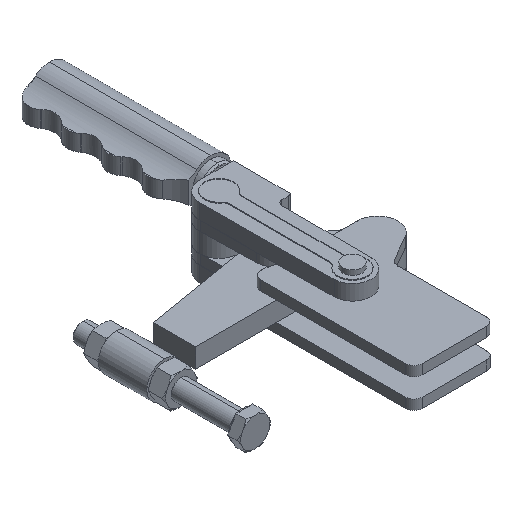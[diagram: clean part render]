
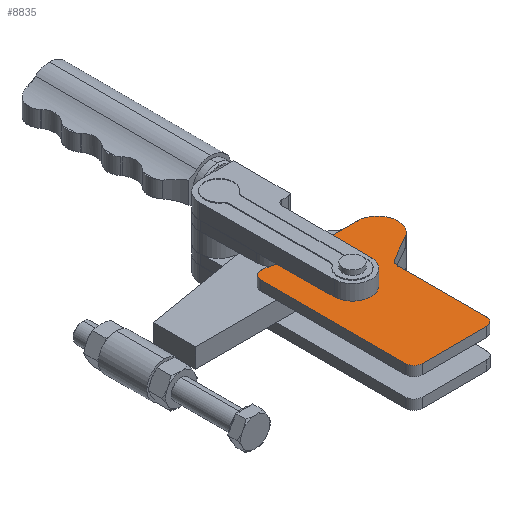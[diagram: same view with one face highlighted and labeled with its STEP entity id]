
A CAD part, isometric view. The second image highlights one B-rep face of the part: STEP entity #8835.
In plain terms, the highlighted planar face has unit normal (0, 0, 1).
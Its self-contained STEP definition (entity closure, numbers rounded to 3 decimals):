
#37 = ORIENTED_EDGE ( 'NONE', *, *, #480, .T. ) ;
#263 = DIRECTION ( 'NONE',  ( 1., 0., 0. ) ) ;
#382 = DIRECTION ( 'NONE',  ( 1., 0., 0. ) ) ;
#480 = EDGE_CURVE ( 'NONE', #9473, #8998, #2571, .T. ) ;
#504 = CARTESIAN_POINT ( 'NONE',  ( 0., -22., 6. ) ) ;
#580 = LINE ( 'NONE', #5037, #9571 ) ;
#660 = FACE_OUTER_BOUND ( 'NONE', #4566, .T. ) ;
#703 = ORIENTED_EDGE ( 'NONE', *, *, #7820, .T. ) ;
#824 = VECTOR ( 'NONE', #953, 1000. ) ;
#850 = CARTESIAN_POINT ( 'NONE',  ( 28.5, 36., 6. ) ) ;
#953 = DIRECTION ( 'NONE',  ( -0.985, 0.174, 0. ) ) ;
#981 = CARTESIAN_POINT ( 'NONE',  ( 50., -22., 6. ) ) ;
#1015 = EDGE_CURVE ( 'NONE', #1723, #2992, #7185, .T. ) ;
#1046 = CARTESIAN_POINT ( 'NONE',  ( 52.513, 37.441, 6. ) ) ;
#1412 = CARTESIAN_POINT ( 'NONE',  ( 5., -22., 6. ) ) ;
#1487 = VECTOR ( 'NONE', #2982, 1000. ) ;
#1723 = VERTEX_POINT ( 'NONE', #9480 ) ;
#1901 = VERTEX_POINT ( 'NONE', #1046 ) ;
#1920 = DIRECTION ( 'NONE',  ( 0., 0., -1. ) ) ;
#1988 = ORIENTED_EDGE ( 'NONE', *, *, #10762, .T. ) ;
#2038 = AXIS2_PLACEMENT_3D ( 'NONE', #9384, #9304, #8610 ) ;
#2111 = CARTESIAN_POINT ( 'NONE',  ( 45., -27., 6. ) ) ;
#2119 = AXIS2_PLACEMENT_3D ( 'NONE', #8296, #6625, #5956 ) ;
#2167 = AXIS2_PLACEMENT_3D ( 'NONE', #8581, #3618, #9468 ) ;
#2233 = VERTEX_POINT ( 'NONE', #4404 ) ;
#2244 = DIRECTION ( 'NONE',  ( -1., 0., 0. ) ) ;
#2304 = DIRECTION ( 'NONE',  ( 1., 0., 0. ) ) ;
#2330 = DIRECTION ( 'NONE',  ( 0., 0., -1. ) ) ;
#2571 = LINE ( 'NONE', #5975, #8957 ) ;
#2688 = VERTEX_POINT ( 'NONE', #504 ) ;
#2706 = EDGE_CURVE ( 'NONE', #10430, #9102, #9450, .T. ) ;
#2863 = ORIENTED_EDGE ( 'NONE', *, *, #4158, .T. ) ;
#2982 = DIRECTION ( 'NONE',  ( 0.868, 0.497, 0. ) ) ;
#2988 = EDGE_CURVE ( 'NONE', #10051, #1901, #8061, .T. ) ;
#2992 = VERTEX_POINT ( 'NONE', #9263 ) ;
#3058 = LINE ( 'NONE', #10659, #8909 ) ;
#3081 = AXIS2_PLACEMENT_3D ( 'NONE', #1412, #7253, #2304 ) ;
#3362 = VERTEX_POINT ( 'NONE', #10853 ) ;
#3426 = DIRECTION ( 'NONE',  ( 1., 0., 0. ) ) ;
#3610 = PLANE ( 'NONE',  #10944 ) ;
#3618 = DIRECTION ( 'NONE',  ( 0., 0., 1. ) ) ;
#3687 = EDGE_CURVE ( 'NONE', #1901, #1723, #3778, .T. ) ;
#3778 = LINE ( 'NONE', #7097, #1487 ) ;
#3883 = EDGE_CURVE ( 'NONE', #3362, #10394, #5257, .T. ) ;
#4095 = VERTEX_POINT ( 'NONE', #981 ) ;
#4158 = EDGE_CURVE ( 'NONE', #10394, #2233, #4513, .T. ) ;
#4242 = ORIENTED_EDGE ( 'NONE', *, *, #7083, .T. ) ;
#4404 = CARTESIAN_POINT ( 'NONE',  ( 0., 67.949, 6. ) ) ;
#4461 = CARTESIAN_POINT ( 'NONE',  ( 25., 69.5, 6. ) ) ;
#4469 = ORIENTED_EDGE ( 'NONE', *, *, #3883, .T. ) ;
#4513 = CIRCLE ( 'NONE', #2038, 5. ) ;
#4566 = EDGE_LOOP ( 'NONE', ( #8019, #1988, #4469, #2863, #703, #8339, #37, #9666, #4242, #6466, #8003 ) ) ;
#4973 = AXIS2_PLACEMENT_3D ( 'NONE', #10425, #5296, #263 ) ;
#5037 = CARTESIAN_POINT ( 'NONE',  ( 50., 33.103, 6. ) ) ;
#5257 = LINE ( 'NONE', #4461, #824 ) ;
#5296 = DIRECTION ( 'NONE',  ( 0., 0., 1. ) ) ;
#5761 = CIRCLE ( 'NONE', #4973, 5. ) ;
#5956 = DIRECTION ( 'NONE',  ( 1., 0., 0. ) ) ;
#5975 = CARTESIAN_POINT ( 'NONE',  ( 45., -27., 6. ) ) ;
#6236 = CIRCLE ( 'NONE', #2167, 3.5 ) ;
#6422 = CARTESIAN_POINT ( 'NONE',  ( 21.5, 36., 6. ) ) ;
#6429 = VECTOR ( 'NONE', #7951, 1000. ) ;
#6466 = ORIENTED_EDGE ( 'NONE', *, *, #2988, .T. ) ;
#6625 = DIRECTION ( 'NONE',  ( 0., 0., 1. ) ) ;
#6712 = DIRECTION ( 'NONE',  ( 0., 1., 0. ) ) ;
#6859 = CARTESIAN_POINT ( 'NONE',  ( 61.5, 57., 6. ) ) ;
#6918 = EDGE_CURVE ( 'NONE', #2688, #9473, #10530, .T. ) ;
#6933 = CARTESIAN_POINT ( 'NONE',  ( 50., 33.103, 6. ) ) ;
#7077 = CARTESIAN_POINT ( 'NONE',  ( 0., 67.949, 6. ) ) ;
#7083 = EDGE_CURVE ( 'NONE', #4095, #10051, #580, .T. ) ;
#7097 = CARTESIAN_POINT ( 'NONE',  ( 52.513, 37.441, 6. ) ) ;
#7185 = CIRCLE ( 'NONE', #2119, 12.5 ) ;
#7253 = DIRECTION ( 'NONE',  ( 0., 0., 1. ) ) ;
#7331 = CARTESIAN_POINT ( 'NONE',  ( 25., 36., 6. ) ) ;
#7499 = CARTESIAN_POINT ( 'NONE',  ( 5.868, 72.873, 6. ) ) ;
#7734 = EDGE_CURVE ( 'NONE', #8998, #4095, #5761, .T. ) ;
#7736 = DIRECTION ( 'NONE',  ( -1., 0., 0. ) ) ;
#7820 = EDGE_CURVE ( 'NONE', #2233, #2688, #10783, .T. ) ;
#7951 = DIRECTION ( 'NONE',  ( 0., -1., 0. ) ) ;
#8003 = ORIENTED_EDGE ( 'NONE', *, *, #3687, .T. ) ;
#8019 = ORIENTED_EDGE ( 'NONE', *, *, #1015, .T. ) ;
#8061 = CIRCLE ( 'NONE', #9595, 5. ) ;
#8296 = CARTESIAN_POINT ( 'NONE',  ( 61.5, 57., 6. ) ) ;
#8339 = ORIENTED_EDGE ( 'NONE', *, *, #6918, .T. ) ;
#8435 = CARTESIAN_POINT ( 'NONE',  ( 5., -27., 6. ) ) ;
#8581 = CARTESIAN_POINT ( 'NONE',  ( 25., 36., 6. ) ) ;
#8610 = DIRECTION ( 'NONE',  ( 1., 0., 0. ) ) ;
#8835 = ADVANCED_FACE ( 'NONE', ( #9650, #660 ), #3610, .F. ) ;
#8909 = VECTOR ( 'NONE', #2244, 1000. ) ;
#8957 = VECTOR ( 'NONE', #10154, 1000. ) ;
#8998 = VERTEX_POINT ( 'NONE', #2111 ) ;
#9102 = VERTEX_POINT ( 'NONE', #6422 ) ;
#9263 = CARTESIAN_POINT ( 'NONE',  ( 61.5, 69.5, 6. ) ) ;
#9304 = DIRECTION ( 'NONE',  ( 0., 0., 1. ) ) ;
#9384 = CARTESIAN_POINT ( 'NONE',  ( 5., 67.949, 6. ) ) ;
#9450 = CIRCLE ( 'NONE', #10622, 3.5 ) ;
#9468 = DIRECTION ( 'NONE',  ( 1., 0., 0. ) ) ;
#9473 = VERTEX_POINT ( 'NONE', #8435 ) ;
#9480 = CARTESIAN_POINT ( 'NONE',  ( 67.716, 46.155, 6. ) ) ;
#9547 = DIRECTION ( 'NONE',  ( 0., 0., 1. ) ) ;
#9555 = CARTESIAN_POINT ( 'NONE',  ( 55., 33.103, 6. ) ) ;
#9567 = EDGE_CURVE ( 'NONE', #9102, #10430, #6236, .T. ) ;
#9571 = VECTOR ( 'NONE', #6712, 1000. ) ;
#9595 = AXIS2_PLACEMENT_3D ( 'NONE', #9555, #2330, #382 ) ;
#9650 = FACE_BOUND ( 'NONE', #10943, .T. ) ;
#9666 = ORIENTED_EDGE ( 'NONE', *, *, #7734, .T. ) ;
#10051 = VERTEX_POINT ( 'NONE', #6933 ) ;
#10154 = DIRECTION ( 'NONE',  ( 1., 0., 0. ) ) ;
#10266 = ORIENTED_EDGE ( 'NONE', *, *, #2706, .F. ) ;
#10394 = VERTEX_POINT ( 'NONE', #7499 ) ;
#10425 = CARTESIAN_POINT ( 'NONE',  ( 45., -22., 6. ) ) ;
#10430 = VERTEX_POINT ( 'NONE', #850 ) ;
#10530 = CIRCLE ( 'NONE', #3081, 5. ) ;
#10622 = AXIS2_PLACEMENT_3D ( 'NONE', #7331, #9547, #3426 ) ;
#10659 = CARTESIAN_POINT ( 'NONE',  ( 61.5, 69.5, 6. ) ) ;
#10762 = EDGE_CURVE ( 'NONE', #2992, #3362, #3058, .T. ) ;
#10783 = LINE ( 'NONE', #7077, #6429 ) ;
#10853 = CARTESIAN_POINT ( 'NONE',  ( 25., 69.5, 6. ) ) ;
#10943 = EDGE_LOOP ( 'NONE', ( #10949, #10266 ) ) ;
#10944 = AXIS2_PLACEMENT_3D ( 'NONE', #6859, #1920, #7736 ) ;
#10949 = ORIENTED_EDGE ( 'NONE', *, *, #9567, .F. ) ;
